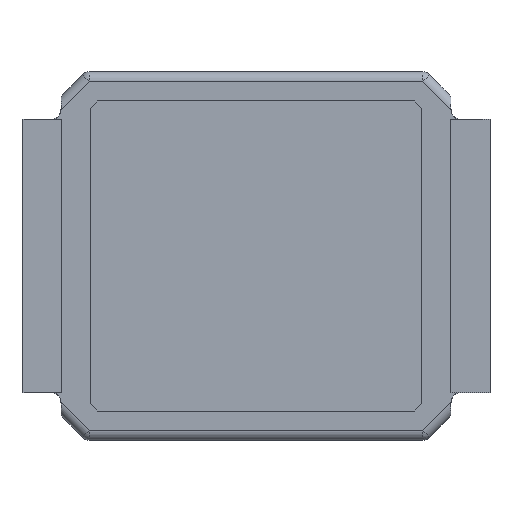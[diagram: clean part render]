
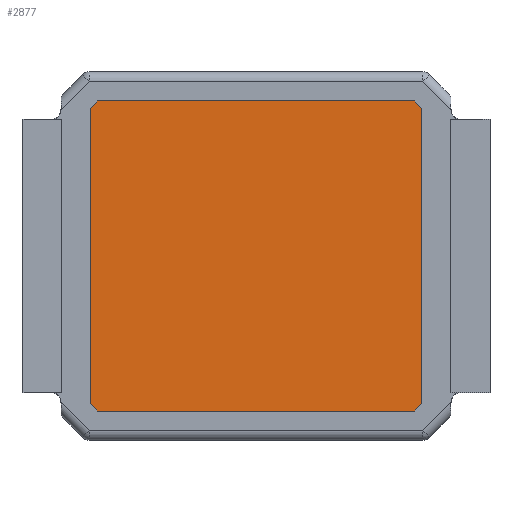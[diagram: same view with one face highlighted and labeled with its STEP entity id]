
A CAD part, front view. The second image highlights one B-rep face of the part: STEP entity #2877.
In plain terms, the highlighted planar face has unit normal (0, -1, 0).
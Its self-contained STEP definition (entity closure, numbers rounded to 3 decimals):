
#40 = ORIENTED_EDGE ( 'NONE', *, *, #174, .T. ) ;
#170 = ORIENTED_EDGE ( 'NONE', *, *, #539, .F. ) ;
#174 = EDGE_CURVE ( 'NONE', #2170, #205, #2312, .T. ) ;
#205 = VERTEX_POINT ( 'NONE', #1856 ) ;
#227 = DIRECTION ( 'NONE',  ( 1., 0., 0. ) ) ;
#269 = ORIENTED_EDGE ( 'NONE', *, *, #2225, .T. ) ;
#301 = VERTEX_POINT ( 'NONE', #2990 ) ;
#303 = VERTEX_POINT ( 'NONE', #826 ) ;
#416 = CARTESIAN_POINT ( 'NONE',  ( -1.7, 0.46, 1.516 ) ) ;
#539 = EDGE_CURVE ( 'NONE', #303, #3200, #3086, .T. ) ;
#542 = DIRECTION ( 'NONE',  ( -0.707, 0., 0.707 ) ) ;
#550 = LINE ( 'NONE', #735, #2898 ) ;
#693 = EDGE_CURVE ( 'NONE', #205, #3200, #865, .T. ) ;
#735 = CARTESIAN_POINT ( 'NONE',  ( 0., 0.46, -1.59 ) ) ;
#815 = CARTESIAN_POINT ( 'NONE',  ( 1.608, 0.46, 1.608 ) ) ;
#825 = VECTOR ( 'NONE', #2192, 1000. ) ;
#826 = CARTESIAN_POINT ( 'NONE',  ( -1.7, 0.46, -1.516 ) ) ;
#865 = LINE ( 'NONE', #3002, #1170 ) ;
#918 = DIRECTION ( 'NONE',  ( 0., 0., 1. ) ) ;
#964 = CARTESIAN_POINT ( 'NONE',  ( 0., 0.46, 1.59 ) ) ;
#1033 = CARTESIAN_POINT ( 'NONE',  ( 0., 0.46, 0. ) ) ;
#1063 = DIRECTION ( 'NONE',  ( 0.707, 0., 0.707 ) ) ;
#1074 = CARTESIAN_POINT ( 'NONE',  ( 1.7, 0.46, 1.516 ) ) ;
#1170 = VECTOR ( 'NONE', #2129, 1000. ) ;
#1185 = VERTEX_POINT ( 'NONE', #1074 ) ;
#1194 = CARTESIAN_POINT ( 'NONE',  ( 1.626, 0.46, -1.59 ) ) ;
#1336 = VECTOR ( 'NONE', #542, 1000. ) ;
#1393 = EDGE_CURVE ( 'NONE', #2431, #2658, #550, .T. ) ;
#1539 = ORIENTED_EDGE ( 'NONE', *, *, #3442, .T. ) ;
#1594 = ORIENTED_EDGE ( 'NONE', *, *, #1393, .T. ) ;
#1612 = CARTESIAN_POINT ( 'NONE',  ( 1.608, 0.46, -1.608 ) ) ;
#1856 = CARTESIAN_POINT ( 'NONE',  ( -1.626, 0.46, 1.59 ) ) ;
#1903 = LINE ( 'NONE', #815, #1336 ) ;
#1935 = LINE ( 'NONE', #3321, #825 ) ;
#1948 = VECTOR ( 'NONE', #918, 1000. ) ;
#2066 = FACE_OUTER_BOUND ( 'NONE', #3407, .T. ) ;
#2129 = DIRECTION ( 'NONE',  ( -0.707, 0., -0.707 ) ) ;
#2170 = VERTEX_POINT ( 'NONE', #2472 ) ;
#2188 = DIRECTION ( 'NONE',  ( 0.707, 0., -0.707 ) ) ;
#2192 = DIRECTION ( 'NONE',  ( 0., 0., 1. ) ) ;
#2225 = EDGE_CURVE ( 'NONE', #2658, #301, #2408, .T. ) ;
#2312 = LINE ( 'NONE', #964, #3410 ) ;
#2408 = LINE ( 'NONE', #1612, #3195 ) ;
#2416 = LINE ( 'NONE', #2496, #2915 ) ;
#2428 = ORIENTED_EDGE ( 'NONE', *, *, #2751, .T. ) ;
#2431 = VERTEX_POINT ( 'NONE', #3126 ) ;
#2472 = CARTESIAN_POINT ( 'NONE',  ( 1.626, 0.46, 1.59 ) ) ;
#2496 = CARTESIAN_POINT ( 'NONE',  ( -1.608, 0.46, -1.608 ) ) ;
#2621 = DIRECTION ( 'NONE',  ( 0., 0., -1. ) ) ;
#2658 = VERTEX_POINT ( 'NONE', #1194 ) ;
#2751 = EDGE_CURVE ( 'NONE', #303, #2431, #2416, .T. ) ;
#2806 = DIRECTION ( 'NONE',  ( -1., 0., 0. ) ) ;
#2870 = DIRECTION ( 'NONE',  ( 0., -1., 0. ) ) ;
#2877 = ADVANCED_FACE ( 'NONE', ( #2066 ), #3148, .T. ) ;
#2898 = VECTOR ( 'NONE', #227, 1000. ) ;
#2915 = VECTOR ( 'NONE', #2188, 1000. ) ;
#2965 = EDGE_CURVE ( 'NONE', #1185, #2170, #1903, .T. ) ;
#2990 = CARTESIAN_POINT ( 'NONE',  ( 1.7, 0.46, -1.516 ) ) ;
#3002 = CARTESIAN_POINT ( 'NONE',  ( -1.608, 0.46, 1.608 ) ) ;
#3086 = LINE ( 'NONE', #3315, #1948 ) ;
#3126 = CARTESIAN_POINT ( 'NONE',  ( -1.626, 0.46, -1.59 ) ) ;
#3148 = PLANE ( 'NONE',  #3465 ) ;
#3195 = VECTOR ( 'NONE', #1063, 1000. ) ;
#3200 = VERTEX_POINT ( 'NONE', #416 ) ;
#3300 = ORIENTED_EDGE ( 'NONE', *, *, #693, .T. ) ;
#3315 = CARTESIAN_POINT ( 'NONE',  ( -1.7, 0.46, 0. ) ) ;
#3321 = CARTESIAN_POINT ( 'NONE',  ( 1.7, 0.46, 0. ) ) ;
#3346 = ORIENTED_EDGE ( 'NONE', *, *, #2965, .T. ) ;
#3407 = EDGE_LOOP ( 'NONE', ( #170, #2428, #1594, #269, #1539, #3346, #40, #3300 ) ) ;
#3410 = VECTOR ( 'NONE', #2806, 1000. ) ;
#3442 = EDGE_CURVE ( 'NONE', #301, #1185, #1935, .T. ) ;
#3465 = AXIS2_PLACEMENT_3D ( 'NONE', #1033, #2870, #2621 ) ;
